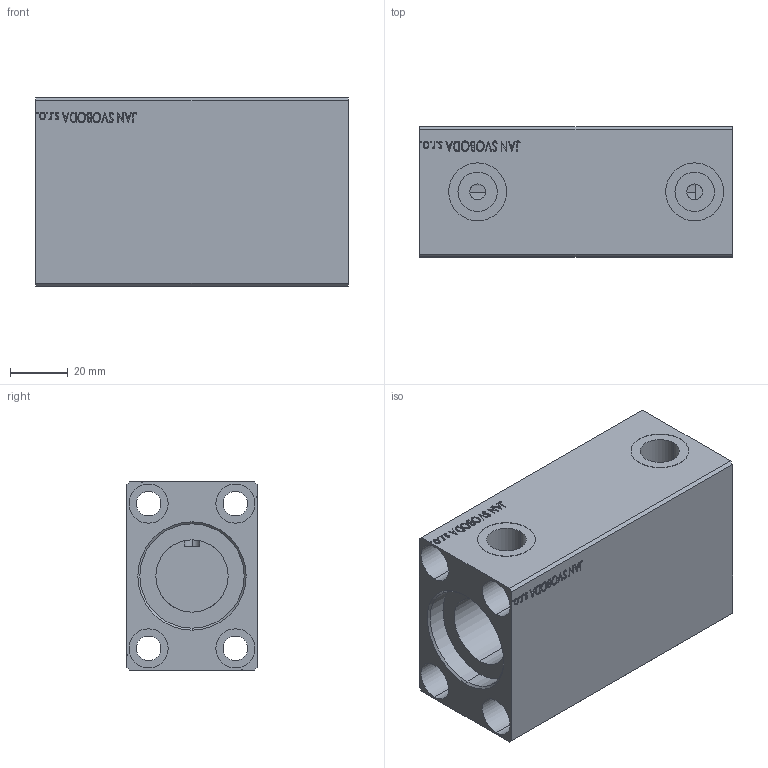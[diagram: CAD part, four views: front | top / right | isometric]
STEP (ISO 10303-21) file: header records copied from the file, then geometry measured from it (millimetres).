
FILE_DESCRIPTION (( 'STEP AP203' ), '1' );
FILE_NAME ('8a71.STEP', '2024-02-11T21:47:42', ( '' ), ( '' ), 'SwSTEP 2.0', 'SolidWorks 2019', '' );
FILE_SCHEMA (( 'CONFIG_CONTROL_DESIGN' ));
Products named in the file (1): 8a71
Bounding box: 108 x 45 x 65 mm (x, y, z)
Volume: 229102.9 mm3; surface area: 50897.1 mm2
Topology: 1 solids, 1 shells, 824 faces, 2128 edges, 1417 vertices
Faces by surface type: plane 396, bspline 380, cylinder 46, cone 2
Entity records: 42645 total; most frequent: CARTESIAN_POINT 24938, ORIENTED_EDGE 4256, DIRECTION 2346, EDGE_CURVE 2128, VERTEX_POINT 1417, VECTOR 1272, LINE 1272, EDGE_LOOP 947
